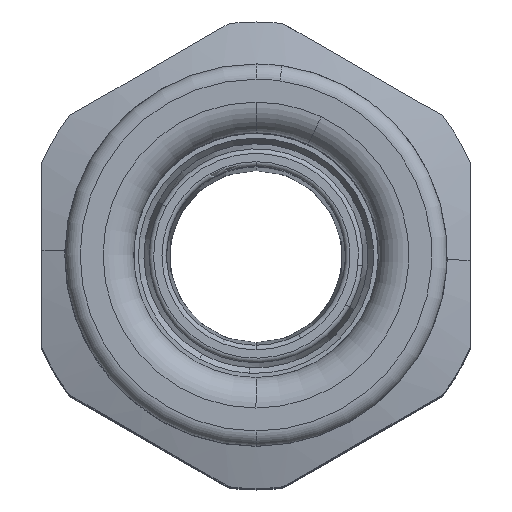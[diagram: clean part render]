
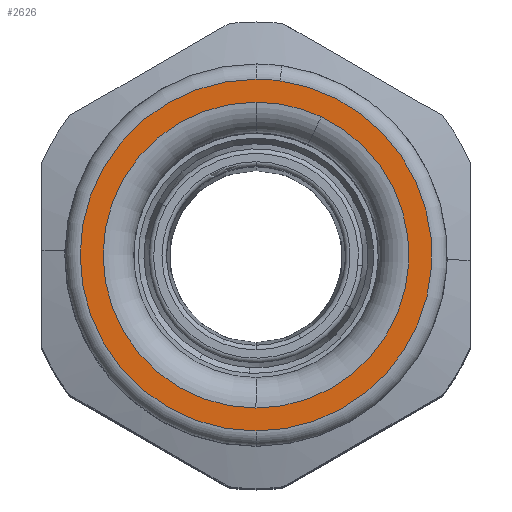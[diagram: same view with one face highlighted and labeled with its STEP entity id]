
A CAD part, top view. The second image highlights one B-rep face of the part: STEP entity #2626.
In plain terms, the highlighted planar face has unit normal (0, 0, 1).
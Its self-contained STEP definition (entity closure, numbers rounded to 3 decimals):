
#2453=AXIS2_PLACEMENT_3D('Circle Axis2P3D',#2451,#2452,$) ;
#2484=AXIS2_PLACEMENT_3D('Circle Axis2P3D',#2482,#2483,$) ;
#2501=AXIS2_PLACEMENT_3D('Circle Axis2P3D',#2499,#2500,$) ;
#2593=AXIS2_PLACEMENT_3D('Plane Axis2P3D',#2590,#2591,#2592) ;
#2597=AXIS2_PLACEMENT_3D('Circle Axis2P3D',#2595,#2596,$) ;
#2606=AXIS2_PLACEMENT_3D('Circle Axis2P3D',#2604,#2605,$) ;
#2613=AXIS2_PLACEMENT_3D('Circle Axis2P3D',#2611,#2612,$) ;
#2448=CARTESIAN_POINT('Vertex',(14.,25.25,78.4)) ;
#2451=CARTESIAN_POINT('Axis2P3D Location',(14.,15.25,78.4)) ;
#2455=CARTESIAN_POINT('Vertex',(14.,5.25,78.4)) ;
#2479=CARTESIAN_POINT('Vertex',(18.265,24.295,78.4)) ;
#2482=CARTESIAN_POINT('Axis2P3D Location',(14.,15.25,78.4)) ;
#2499=CARTESIAN_POINT('Axis2P3D Location',(14.,15.25,78.4)) ;
#2590=CARTESIAN_POINT('Axis2P3D Location',(14.,15.25,78.4)) ;
#2595=CARTESIAN_POINT('Axis2P3D Location',(14.,15.25,78.4)) ;
#2599=CARTESIAN_POINT('Vertex',(14.,26.75,78.4)) ;
#2601=CARTESIAN_POINT('Vertex',(14.,3.75,78.4)) ;
#2604=CARTESIAN_POINT('Axis2P3D Location',(14.,15.25,78.4)) ;
#2608=CARTESIAN_POINT('Vertex',(15.566,26.643,78.4)) ;
#2611=CARTESIAN_POINT('Axis2P3D Location',(14.,15.25,78.4)) ;
#2452=DIRECTION('Axis2P3D Direction',(0.,0.,1.)) ;
#2483=DIRECTION('Axis2P3D Direction',(0.,0.,1.)) ;
#2500=DIRECTION('Axis2P3D Direction',(0.,0.,1.)) ;
#2591=DIRECTION('Axis2P3D Direction',(0.,0.,1.)) ;
#2592=DIRECTION('Axis2P3D XDirection',(0.,1.,0.)) ;
#2596=DIRECTION('Axis2P3D Direction',(0.,0.,1.)) ;
#2605=DIRECTION('Axis2P3D Direction',(0.,0.,1.)) ;
#2612=DIRECTION('Axis2P3D Direction',(0.,0.,1.)) ;
#2617=ORIENTED_EDGE('',*,*,#2603,.T.) ;
#2618=ORIENTED_EDGE('',*,*,#2610,.T.) ;
#2619=ORIENTED_EDGE('',*,*,#2615,.T.) ;
#2622=ORIENTED_EDGE('',*,*,#2503,.F.) ;
#2623=ORIENTED_EDGE('',*,*,#2486,.F.) ;
#2624=ORIENTED_EDGE('',*,*,#2457,.F.) ;
#2625=FACE_BOUND('',#2621,.T.) ;
#2626=ADVANCED_FACE('Part2.1\\Koerper.2',(#2620,#2625),#2594,.T.) ;
#2454=CIRCLE('generated circle',#2453,10.) ;
#2485=CIRCLE('generated circle',#2484,10.) ;
#2502=CIRCLE('generated circle',#2501,10.) ;
#2598=CIRCLE('generated circle',#2597,11.5) ;
#2607=CIRCLE('generated circle',#2606,11.5) ;
#2614=CIRCLE('generated circle',#2613,11.5) ;
#2457=EDGE_CURVE('',#2449,#2456,#2454,.T.) ;
#2486=EDGE_CURVE('',#2456,#2480,#2485,.T.) ;
#2503=EDGE_CURVE('',#2480,#2449,#2502,.T.) ;
#2603=EDGE_CURVE('',#2600,#2602,#2598,.T.) ;
#2610=EDGE_CURVE('',#2602,#2609,#2607,.T.) ;
#2615=EDGE_CURVE('',#2609,#2600,#2614,.T.) ;
#2616=EDGE_LOOP('',(#2617,#2618,#2619)) ;
#2621=EDGE_LOOP('',(#2622,#2623,#2624)) ;
#2620=FACE_OUTER_BOUND('',#2616,.T.) ;
#2594=PLANE('',#2593) ;
#2449=VERTEX_POINT('',#2448) ;
#2456=VERTEX_POINT('',#2455) ;
#2480=VERTEX_POINT('',#2479) ;
#2600=VERTEX_POINT('',#2599) ;
#2602=VERTEX_POINT('',#2601) ;
#2609=VERTEX_POINT('',#2608) ;
